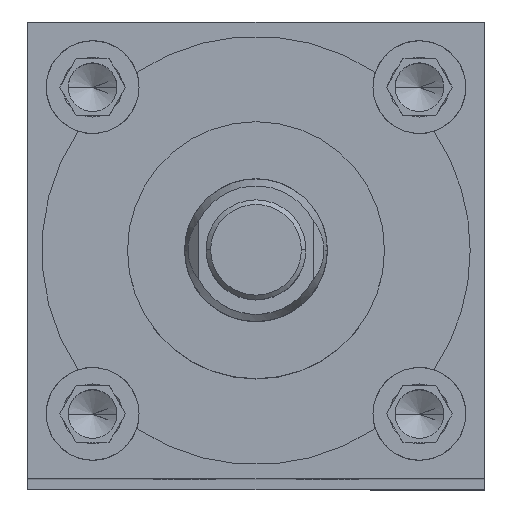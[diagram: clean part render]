
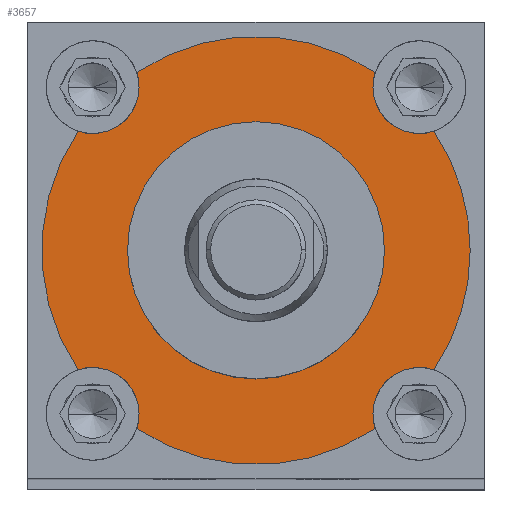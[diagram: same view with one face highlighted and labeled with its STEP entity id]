
A CAD part, top view. The second image highlights one B-rep face of the part: STEP entity #3657.
In plain terms, the highlighted planar face has unit normal (0, 0, 1).
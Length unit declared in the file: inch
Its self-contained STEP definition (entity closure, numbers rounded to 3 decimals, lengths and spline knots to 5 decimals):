
#73 = DIRECTION ( 'NONE',  ( 1., 0., 0. ) ) ;
#86 = VERTEX_POINT ( 'NONE', #531 ) ;
#132 = CIRCLE ( 'NONE', #4190, 0.203 ) ;
#230 = DIRECTION ( 'NONE',  ( 1., 0., 0. ) ) ;
#241 = DIRECTION ( 'NONE',  ( 1., 0., 0. ) ) ;
#261 = DIRECTION ( 'NONE',  ( 1., 0., 0. ) ) ;
#308 = DIRECTION ( 'NONE',  ( 0., 0., 1. ) ) ;
#333 = DIRECTION ( 'NONE',  ( 0., 0., 1. ) ) ;
#403 = DIRECTION ( 'NONE',  ( 1., 0., 0. ) ) ;
#448 = EDGE_LOOP ( 'NONE', ( #5450, #4832, #5994, #3534, #3852, #3934, #2952, #1213, #5858, #846, #3599, #813, #3662 ) ) ;
#501 = DIRECTION ( 'NONE',  ( 0., 0., 1. ) ) ;
#508 = AXIS2_PLACEMENT_3D ( 'NONE', #1058, #3040, #73 ) ;
#531 = CARTESIAN_POINT ( 'NONE',  ( -0.52222, -0.77859, 27.62 ) ) ;
#607 = VERTEX_POINT ( 'NONE', #3998 ) ;
#813 = ORIENTED_EDGE ( 'NONE', *, *, #2276, .T. ) ;
#846 = ORIENTED_EDGE ( 'NONE', *, *, #5233, .F. ) ;
#890 = DIRECTION ( 'NONE',  ( 0., 0., 1. ) ) ;
#896 = AXIS2_PLACEMENT_3D ( 'NONE', #2418, #1386, #403 ) ;
#964 = CARTESIAN_POINT ( 'NONE',  ( 0., 0., 27.62 ) ) ;
#977 = VERTEX_POINT ( 'NONE', #6409 ) ;
#1058 = CARTESIAN_POINT ( 'NONE',  ( -0.715, -0.715, 27.62 ) ) ;
#1171 = CIRCLE ( 'NONE', #5214, 0.203 ) ;
#1213 = ORIENTED_EDGE ( 'NONE', *, *, #3339, .F. ) ;
#1274 = VERTEX_POINT ( 'NONE', #3100 ) ;
#1372 = VERTEX_POINT ( 'NONE', #3613 ) ;
#1386 = DIRECTION ( 'NONE',  ( 0., 0., 1. ) ) ;
#1402 = VERTEX_POINT ( 'NONE', #2227 ) ;
#1423 = AXIS2_PLACEMENT_3D ( 'NONE', #5875, #890, #4851 ) ;
#1494 = CARTESIAN_POINT ( 'NONE',  ( 0., 0., 27.62 ) ) ;
#1515 = DIRECTION ( 'NONE',  ( 1., 0., 0. ) ) ;
#1693 = EDGE_CURVE ( 'NONE', #86, #5896, #3381, .T. ) ;
#1739 = CARTESIAN_POINT ( 'NONE',  ( 0., 0., 27.62 ) ) ;
#1817 = DIRECTION ( 'NONE',  ( 0., 0., 1. ) ) ;
#1898 = VERTEX_POINT ( 'NONE', #3384 ) ;
#1935 = DIRECTION ( 'NONE',  ( 1., 0., 0. ) ) ;
#1940 = CARTESIAN_POINT ( 'NONE',  ( -0.512, 0.715, 27.62 ) ) ;
#1991 = DIRECTION ( 'NONE',  ( 0., 0., 1. ) ) ;
#2033 = EDGE_CURVE ( 'NONE', #607, #977, #4148, .T. ) ;
#2066 = AXIS2_PLACEMENT_3D ( 'NONE', #964, #501, #5702 ) ;
#2168 = FACE_BOUND ( 'NONE', #3762, .T. ) ;
#2227 = CARTESIAN_POINT ( 'NONE',  ( 0.512, 0.715, 27.62 ) ) ;
#2256 = CIRCLE ( 'NONE', #4513, 0.9375 ) ;
#2276 = EDGE_CURVE ( 'NONE', #86, #977, #3406, .T. ) ;
#2278 = CARTESIAN_POINT ( 'NONE',  ( 0.5625, 0., 27.62 ) ) ;
#2373 = DIRECTION ( 'NONE',  ( 0., 0., 1. ) ) ;
#2375 = CARTESIAN_POINT ( 'NONE',  ( -0.77859, 0.52222, 27.62 ) ) ;
#2418 = CARTESIAN_POINT ( 'NONE',  ( 0., 0., 27.62 ) ) ;
#2484 = CARTESIAN_POINT ( 'NONE',  ( 0., 0., 27.62 ) ) ;
#2502 = DIRECTION ( 'NONE',  ( 1., 0., 0. ) ) ;
#2634 = EDGE_CURVE ( 'NONE', #5194, #607, #1171, .T. ) ;
#2707 = EDGE_CURVE ( 'NONE', #5194, #1898, #3685, .T. ) ;
#2738 = EDGE_CURVE ( 'NONE', #3699, #4626, #3388, .T. ) ;
#2756 = AXIS2_PLACEMENT_3D ( 'NONE', #3541, #4063, #6034 ) ;
#2783 = EDGE_CURVE ( 'NONE', #1372, #3220, #3287, .T. ) ;
#2792 = CIRCLE ( 'NONE', #5383, 0.9375 ) ;
#2801 = CIRCLE ( 'NONE', #3207, 0.9375 ) ;
#2831 = EDGE_CURVE ( 'NONE', #4564, #1274, #2256, .T. ) ;
#2875 = DIRECTION ( 'NONE',  ( 1., 0., 0. ) ) ;
#2952 = ORIENTED_EDGE ( 'NONE', *, *, #2738, .F. ) ;
#3008 = ORIENTED_EDGE ( 'NONE', *, *, #2783, .F. ) ;
#3040 = DIRECTION ( 'NONE',  ( 0., 0., 1. ) ) ;
#3069 = AXIS2_PLACEMENT_3D ( 'NONE', #5624, #5592, #241 ) ;
#3100 = CARTESIAN_POINT ( 'NONE',  ( -0.77859, -0.52222, 27.62 ) ) ;
#3125 = CARTESIAN_POINT ( 'NONE',  ( 0.77859, 0.52222, 27.62 ) ) ;
#3207 = AXIS2_PLACEMENT_3D ( 'NONE', #1494, #4400, #5408 ) ;
#3220 = VERTEX_POINT ( 'NONE', #2278 ) ;
#3287 = CIRCLE ( 'NONE', #1423, 0.5625 ) ;
#3339 = EDGE_CURVE ( 'NONE', #4564, #3699, #132, .T. ) ;
#3381 = CIRCLE ( 'NONE', #2756, 0.203 ) ;
#3384 = CARTESIAN_POINT ( 'NONE',  ( 0.9375, 0., 27.62 ) ) ;
#3388 = CIRCLE ( 'NONE', #5652, 0.203 ) ;
#3406 = CIRCLE ( 'NONE', #2066, 0.9375 ) ;
#3461 = CARTESIAN_POINT ( 'NONE',  ( 0.77859, -0.52222, 27.62 ) ) ;
#3534 = ORIENTED_EDGE ( 'NONE', *, *, #6304, .F. ) ;
#3541 = CARTESIAN_POINT ( 'NONE',  ( -0.715, -0.715, 27.62 ) ) ;
#3599 = ORIENTED_EDGE ( 'NONE', *, *, #1693, .F. ) ;
#3610 = EDGE_CURVE ( 'NONE', #3220, #1372, #6168, .T. ) ;
#3613 = CARTESIAN_POINT ( 'NONE',  ( -0.5625, 0., 27.62 ) ) ;
#3657 = ADVANCED_FACE ( 'NONE', ( #6079, #2168 ), #4394, .T. ) ;
#3662 = ORIENTED_EDGE ( 'NONE', *, *, #2033, .F. ) ;
#3685 = CIRCLE ( 'NONE', #896, 0.9375 ) ;
#3699 = VERTEX_POINT ( 'NONE', #1940 ) ;
#3762 = EDGE_LOOP ( 'NONE', ( #3008, #5303 ) ) ;
#3765 = DIRECTION ( 'NONE',  ( 0., 0., 1. ) ) ;
#3786 = CARTESIAN_POINT ( 'NONE',  ( 0.715, 0.715, 27.62 ) ) ;
#3852 = ORIENTED_EDGE ( 'NONE', *, *, #4998, .F. ) ;
#3883 = DIRECTION ( 'NONE',  ( 1., 0., 0. ) ) ;
#3897 = AXIS2_PLACEMENT_3D ( 'NONE', #4306, #6246, #2875 ) ;
#3934 = ORIENTED_EDGE ( 'NONE', *, *, #5164, .T. ) ;
#3998 = CARTESIAN_POINT ( 'NONE',  ( 0.512, -0.715, 27.62 ) ) ;
#4006 = AXIS2_PLACEMENT_3D ( 'NONE', #6230, #3765, #261 ) ;
#4025 = CARTESIAN_POINT ( 'NONE',  ( 0.715, -0.715, 27.62 ) ) ;
#4063 = DIRECTION ( 'NONE',  ( 0., 0., 1. ) ) ;
#4148 = CIRCLE ( 'NONE', #4557, 0.203 ) ;
#4190 = AXIS2_PLACEMENT_3D ( 'NONE', #5887, #2373, #4345 ) ;
#4306 = CARTESIAN_POINT ( 'NONE',  ( 0., 0., 27.62 ) ) ;
#4328 = CARTESIAN_POINT ( 'NONE',  ( 0.52222, 0.77859, 27.62 ) ) ;
#4345 = DIRECTION ( 'NONE',  ( 1., 0., 0. ) ) ;
#4394 = PLANE ( 'NONE',  #3897 ) ;
#4400 = DIRECTION ( 'NONE',  ( 0., 0., 1. ) ) ;
#4513 = AXIS2_PLACEMENT_3D ( 'NONE', #2484, #5937, #1515 ) ;
#4557 = AXIS2_PLACEMENT_3D ( 'NONE', #4025, #1991, #2502 ) ;
#4564 = VERTEX_POINT ( 'NONE', #2375 ) ;
#4626 = VERTEX_POINT ( 'NONE', #4956 ) ;
#4777 = CARTESIAN_POINT ( 'NONE',  ( -0.512, -0.715, 27.62 ) ) ;
#4832 = ORIENTED_EDGE ( 'NONE', *, *, #2707, .T. ) ;
#4851 = DIRECTION ( 'NONE',  ( 1., 0., 0. ) ) ;
#4943 = CIRCLE ( 'NONE', #4006, 0.203 ) ;
#4956 = CARTESIAN_POINT ( 'NONE',  ( -0.52222, 0.77859, 27.62 ) ) ;
#4998 = EDGE_CURVE ( 'NONE', #5922, #1402, #6105, .T. ) ;
#5074 = AXIS2_PLACEMENT_3D ( 'NONE', #3786, #1817, #3883 ) ;
#5164 = EDGE_CURVE ( 'NONE', #5922, #4626, #2801, .T. ) ;
#5194 = VERTEX_POINT ( 'NONE', #3461 ) ;
#5214 = AXIS2_PLACEMENT_3D ( 'NONE', #5685, #308, #5749 ) ;
#5233 = EDGE_CURVE ( 'NONE', #5896, #1274, #5893, .T. ) ;
#5303 = ORIENTED_EDGE ( 'NONE', *, *, #3610, .F. ) ;
#5335 = CARTESIAN_POINT ( 'NONE',  ( -0.715, 0.715, 27.62 ) ) ;
#5383 = AXIS2_PLACEMENT_3D ( 'NONE', #1739, #333, #230 ) ;
#5408 = DIRECTION ( 'NONE',  ( 1., 0., 0. ) ) ;
#5450 = ORIENTED_EDGE ( 'NONE', *, *, #2634, .F. ) ;
#5592 = DIRECTION ( 'NONE',  ( 0., 0., 1. ) ) ;
#5624 = CARTESIAN_POINT ( 'NONE',  ( 0., 0., 27.62 ) ) ;
#5652 = AXIS2_PLACEMENT_3D ( 'NONE', #5335, #6358, #1935 ) ;
#5685 = CARTESIAN_POINT ( 'NONE',  ( 0.715, -0.715, 27.62 ) ) ;
#5702 = DIRECTION ( 'NONE',  ( 1., 0., 0. ) ) ;
#5749 = DIRECTION ( 'NONE',  ( 1., 0., 0. ) ) ;
#5833 = VERTEX_POINT ( 'NONE', #3125 ) ;
#5858 = ORIENTED_EDGE ( 'NONE', *, *, #2831, .T. ) ;
#5875 = CARTESIAN_POINT ( 'NONE',  ( 0., 0., 27.62 ) ) ;
#5887 = CARTESIAN_POINT ( 'NONE',  ( -0.715, 0.715, 27.62 ) ) ;
#5893 = CIRCLE ( 'NONE', #508, 0.203 ) ;
#5896 = VERTEX_POINT ( 'NONE', #4777 ) ;
#5903 = EDGE_CURVE ( 'NONE', #1898, #5833, #2792, .T. ) ;
#5922 = VERTEX_POINT ( 'NONE', #4328 ) ;
#5937 = DIRECTION ( 'NONE',  ( 0., 0., 1. ) ) ;
#5994 = ORIENTED_EDGE ( 'NONE', *, *, #5903, .T. ) ;
#6034 = DIRECTION ( 'NONE',  ( 1., 0., 0. ) ) ;
#6079 = FACE_OUTER_BOUND ( 'NONE', #448, .T. ) ;
#6105 = CIRCLE ( 'NONE', #5074, 0.203 ) ;
#6168 = CIRCLE ( 'NONE', #3069, 0.5625 ) ;
#6230 = CARTESIAN_POINT ( 'NONE',  ( 0.715, 0.715, 27.62 ) ) ;
#6246 = DIRECTION ( 'NONE',  ( 0., 0., 1. ) ) ;
#6304 = EDGE_CURVE ( 'NONE', #1402, #5833, #4943, .T. ) ;
#6358 = DIRECTION ( 'NONE',  ( 0., 0., 1. ) ) ;
#6409 = CARTESIAN_POINT ( 'NONE',  ( 0.52222, -0.77859, 27.62 ) ) ;
